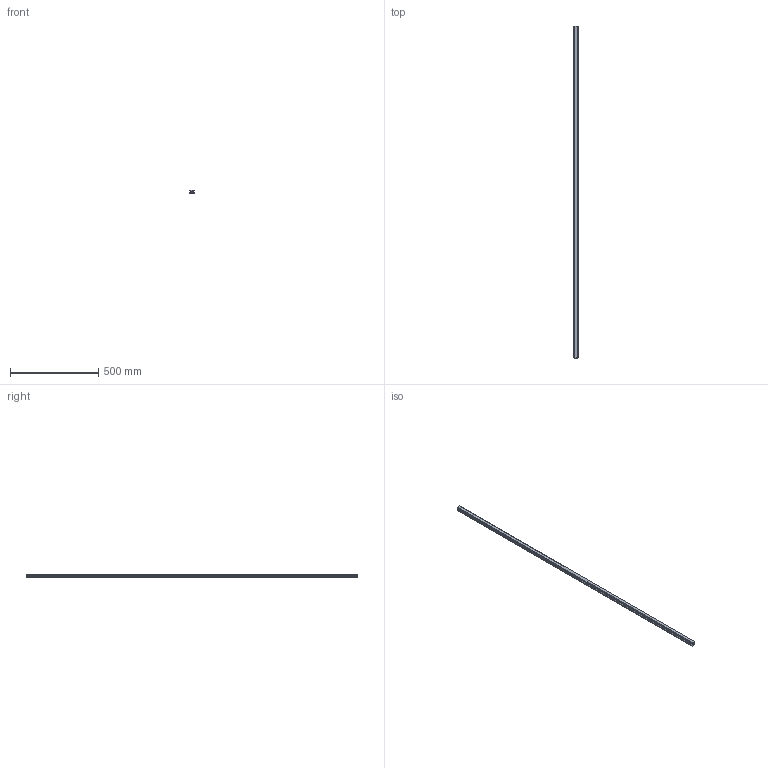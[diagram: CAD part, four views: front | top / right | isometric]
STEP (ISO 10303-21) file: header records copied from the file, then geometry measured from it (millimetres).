
FILE_DESCRIPTION(('STEP AP214'),'1');
FILE_NAME('cctmp_08A1DF0B-67AE-4B63-8CC3-6B641A391194_2021_01_25_10_23_47_0162..stp','2021-01-25T09:23:47',('HIWIN GmbH'),('CADClick - www.CADClick.com'),'Spatial InterOp 3D',' ','unknown authorization');
FILE_SCHEMA(('AUTOMOTIVE_DESIGN'));
Length unit declared in the file: millimetre
Products named in the file (1): HGR25T1880C_FILE
Bounding box: 23 x 1880 x 22 mm (x, y, z)
Volume: 812656.9 mm3; surface area: 178923.5 mm2
Topology: 1 solids, 1 shells, 335 faces, 1019 edges, 626 vertices
Faces by surface type: plane 185, cylinder 86, cone 64
Entity records: 13765 total; most frequent: DIRECTION 2055, CARTESIAN_POINT 1917, ORIENTED_EDGE 1910, EDGE_CURVE 955, AXIS2_PLACEMENT_3D 764, VERTEX_POINT 626, LINE 527, VECTOR 527
